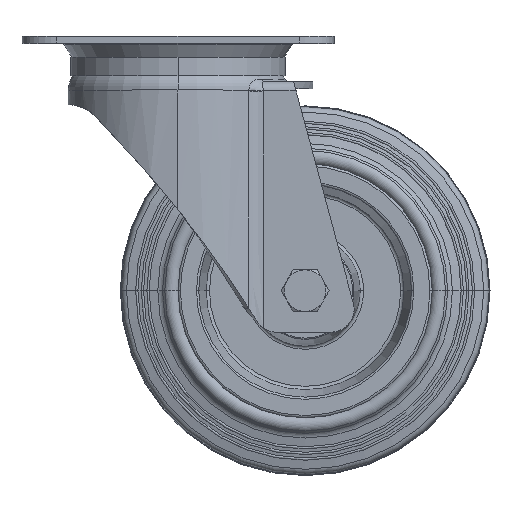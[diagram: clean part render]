
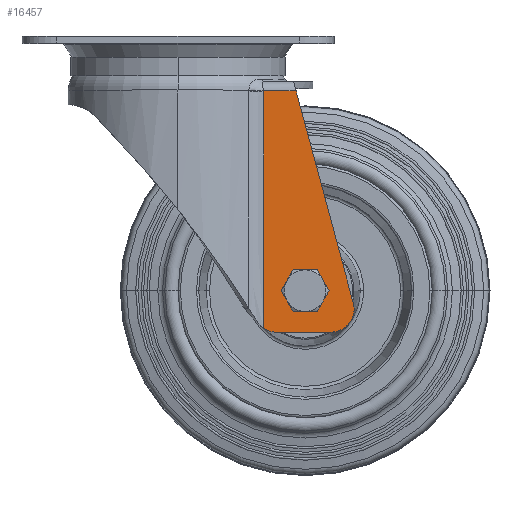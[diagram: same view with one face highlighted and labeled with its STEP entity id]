
A CAD part, top view. The second image highlights one B-rep face of the part: STEP entity #16457.
In plain terms, the highlighted planar face has unit normal (0, 0, 1).
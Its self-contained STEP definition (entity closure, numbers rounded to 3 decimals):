
#17 = CARTESIAN_POINT ( 'NONE',  ( 66.2, -117.984, 34. ) ) ;
#144 = EDGE_CURVE ( 'NONE', #20487, #20962, #18628, .T. ) ;
#348 = EDGE_CURVE ( 'NONE', #16306, #17042, #709, .T. ) ;
#709 = B_SPLINE_CURVE_WITH_KNOTS ( 'NONE', 3,
 ( #14738, #21748, #2568, #12989 ),
 .UNSPECIFIED., .F., .F.,
 ( 4, 4 ),
 ( 0., 1. ),
 .UNSPECIFIED. ) ;
#833 = EDGE_CURVE ( 'NONE', #20487, #17042, #5093, .T. ) ;
#962 = EDGE_LOOP ( 'NONE', ( #16673, #5024, #9145, #9533, #10445, #18582, #9864, #9982 ) ) ;
#1570 = VERTEX_POINT ( 'NONE', #18899 ) ;
#1664 = LINE ( 'NONE', #20980, #22481 ) ;
#1948 = CARTESIAN_POINT ( 'NONE',  ( 66.2, -127.984, 34. ) ) ;
#2283 = VERTEX_POINT ( 'NONE', #20457 ) ;
#2568 = CARTESIAN_POINT ( 'NONE',  ( 37.016, -92.008, 34. ) ) ;
#2671 = EDGE_CURVE ( 'NONE', #20339, #15047, #11303, .T. ) ;
#2809 = DIRECTION ( 'NONE',  ( 0., 0., 1. ) ) ;
#2964 = EDGE_CURVE ( 'NONE', #13683, #1570, #3761, .T. ) ;
#3006 = CIRCLE ( 'NONE', #7020, 10. ) ;
#3160 = EDGE_CURVE ( 'NONE', #20339, #15363, #1664, .T. ) ;
#3445 = VECTOR ( 'NONE', #6315, 1000. ) ;
#3761 = CIRCLE ( 'NONE', #13676, 6.05 ) ;
#4013 = CARTESIAN_POINT ( 'NONE',  ( 51.105, -23.6, 34. ) ) ;
#4246 = LINE ( 'NONE', #4013, #7684 ) ;
#4429 = EDGE_CURVE ( 'NONE', #15047, #20962, #3006, .T. ) ;
#5024 = ORIENTED_EDGE ( 'NONE', *, *, #16327, .T. ) ;
#5093 = CIRCLE ( 'NONE', #8055, 10. ) ;
#5136 = DIRECTION ( 'NONE',  ( 0., 0., 1. ) ) ;
#5515 = CARTESIAN_POINT ( 'NONE',  ( 52.718, -29.438, 34. ) ) ;
#5606 = EDGE_LOOP ( 'NONE', ( #21300, #9959 ) ) ;
#6234 = EDGE_CURVE ( 'NONE', #1570, #13683, #19694, .T. ) ;
#6315 = DIRECTION ( 'NONE',  ( 1., 0., 0. ) ) ;
#6328 = VECTOR ( 'NONE', #13402, 1000. ) ;
#7020 = AXIS2_PLACEMENT_3D ( 'NONE', #17, #22526, #11912 ) ;
#7684 = VECTOR ( 'NONE', #11013, 1000. ) ;
#7857 = DIRECTION ( 'NONE',  ( 0., 0., 1. ) ) ;
#8055 = AXIS2_PLACEMENT_3D ( 'NONE', #10835, #19602, #16163 ) ;
#8527 = CARTESIAN_POINT ( 'NONE',  ( 55., -110., 34. ) ) ;
#8581 = CARTESIAN_POINT ( 'NONE',  ( 0., -169.6, 34. ) ) ;
#8718 = EDGE_CURVE ( 'NONE', #2283, #15363, #20039, .T. ) ;
#8761 = CARTESIAN_POINT ( 'NONE',  ( 75.855, -115.379, 34. ) ) ;
#9145 = ORIENTED_EDGE ( 'NONE', *, *, #348, .T. ) ;
#9533 = ORIENTED_EDGE ( 'NONE', *, *, #833, .F. ) ;
#9864 = ORIENTED_EDGE ( 'NONE', *, *, #2671, .F. ) ;
#9867 = CARTESIAN_POINT ( 'NONE',  ( 42.7, -127.984, 34. ) ) ;
#9959 = ORIENTED_EDGE ( 'NONE', *, *, #2964, .F. ) ;
#9982 = ORIENTED_EDGE ( 'NONE', *, *, #3160, .T. ) ;
#10138 = DIRECTION ( 'NONE',  ( -1., 0., 0. ) ) ;
#10445 = ORIENTED_EDGE ( 'NONE', *, *, #144, .T. ) ;
#10647 = PLANE ( 'NONE',  #12073 ) ;
#10835 = CARTESIAN_POINT ( 'NONE',  ( 42.7, -117.984, 34. ) ) ;
#10879 = CARTESIAN_POINT ( 'NONE',  ( 61.05, -110., 34. ) ) ;
#11013 = DIRECTION ( 'NONE',  ( -1., 0., 0. ) ) ;
#11139 = DIRECTION ( 'NONE',  ( 0.266, -0.964, 0. ) ) ;
#11303 = LINE ( 'NONE', #11543, #6328 ) ;
#11543 = CARTESIAN_POINT ( 'NONE',  ( 52.671, -29.45, 34. ) ) ;
#11912 = DIRECTION ( 'NONE',  ( 0.965, 0.26, 0. ) ) ;
#12073 = AXIS2_PLACEMENT_3D ( 'NONE', #8581, #5136, #12259 ) ;
#12259 = DIRECTION ( 'NONE',  ( 1., 0., 0. ) ) ;
#12989 = CARTESIAN_POINT ( 'NONE',  ( 37.017, -126.212, 34. ) ) ;
#13271 = CARTESIAN_POINT ( 'NONE',  ( 37.017, -126.212, 34. ) ) ;
#13402 = DIRECTION ( 'NONE',  ( 0.26, -0.965, 0. ) ) ;
#13676 = AXIS2_PLACEMENT_3D ( 'NONE', #14760, #7857, #16735 ) ;
#13683 = VERTEX_POINT ( 'NONE', #10879 ) ;
#14053 = CARTESIAN_POINT ( 'NONE',  ( 52.671, -29.45, 34. ) ) ;
#14738 = CARTESIAN_POINT ( 'NONE',  ( 37.015, -23.6, 34. ) ) ;
#14760 = CARTESIAN_POINT ( 'NONE',  ( 55., -110., 34. ) ) ;
#15047 = VERTEX_POINT ( 'NONE', #8761 ) ;
#15363 = VERTEX_POINT ( 'NONE', #5515 ) ;
#15666 = AXIS2_PLACEMENT_3D ( 'NONE', #8527, #2809, #10138 ) ;
#15910 = CARTESIAN_POINT ( 'NONE',  ( 37.015, -23.6, 34. ) ) ;
#16163 = DIRECTION ( 'NONE',  ( 0., -1., 0. ) ) ;
#16306 = VERTEX_POINT ( 'NONE', #15910 ) ;
#16327 = EDGE_CURVE ( 'NONE', #2283, #16306, #4246, .T. ) ;
#16457 = ADVANCED_FACE ( 'NONE', ( #22286, #17458 ), #10647, .T. ) ;
#16468 = CARTESIAN_POINT ( 'NONE',  ( 42.7, -127.984, 34. ) ) ;
#16673 = ORIENTED_EDGE ( 'NONE', *, *, #8718, .F. ) ;
#16735 = DIRECTION ( 'NONE',  ( 1., 0., 0. ) ) ;
#17042 = VERTEX_POINT ( 'NONE', #13271 ) ;
#17446 = VECTOR ( 'NONE', #11139, 1000. ) ;
#17458 = FACE_OUTER_BOUND ( 'NONE', #962, .T. ) ;
#18582 = ORIENTED_EDGE ( 'NONE', *, *, #4429, .F. ) ;
#18628 = LINE ( 'NONE', #9867, #3445 ) ;
#18899 = CARTESIAN_POINT ( 'NONE',  ( 48.95, -110., 34. ) ) ;
#19602 = DIRECTION ( 'NONE',  ( 0., 0., -1. ) ) ;
#19694 = CIRCLE ( 'NONE', #15666, 6.05 ) ;
#20039 = LINE ( 'NONE', #21851, #17446 ) ;
#20339 = VERTEX_POINT ( 'NONE', #14053 ) ;
#20457 = CARTESIAN_POINT ( 'NONE',  ( 51.105, -23.6, 34. ) ) ;
#20487 = VERTEX_POINT ( 'NONE', #16468 ) ;
#20962 = VERTEX_POINT ( 'NONE', #1948 ) ;
#20980 = CARTESIAN_POINT ( 'NONE',  ( 52.671, -29.45, 34. ) ) ;
#21300 = ORIENTED_EDGE ( 'NONE', *, *, #6234, .F. ) ;
#21748 = CARTESIAN_POINT ( 'NONE',  ( 37.016, -57.804, 34. ) ) ;
#21851 = CARTESIAN_POINT ( 'NONE',  ( 51.105, -23.6, 34. ) ) ;
#22286 = FACE_BOUND ( 'NONE', #5606, .T. ) ;
#22481 = VECTOR ( 'NONE', #22698, 1000. ) ;
#22526 = DIRECTION ( 'NONE',  ( 0., 0., -1. ) ) ;
#22698 = DIRECTION ( 'NONE',  ( 0.965, 0.26, 0. ) ) ;
